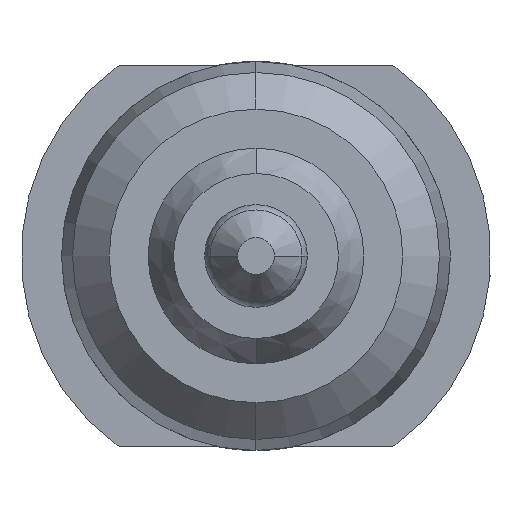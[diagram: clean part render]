
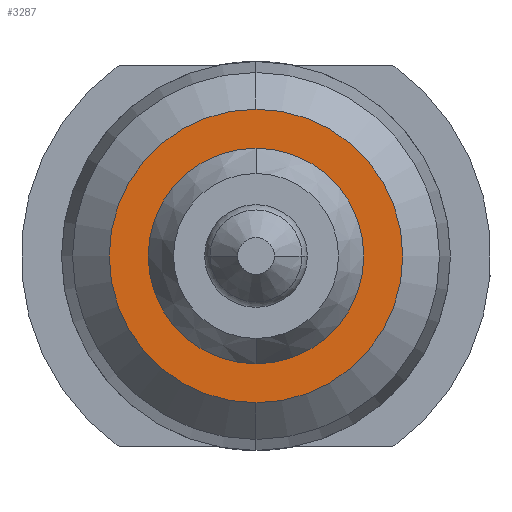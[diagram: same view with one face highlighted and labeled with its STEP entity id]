
A CAD part, front view. The second image highlights one B-rep face of the part: STEP entity #3287.
In plain terms, the highlighted planar face has unit normal (0, -1, 0).
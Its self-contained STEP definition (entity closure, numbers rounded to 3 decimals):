
#160 = DIRECTION ( 'NONE',  ( 0., 1., 0. ) ) ;
#267 = DIRECTION ( 'NONE',  ( 0., -1., 0. ) ) ;
#416 = EDGE_LOOP ( 'NONE', ( #2771, #2096 ) ) ;
#478 = CARTESIAN_POINT ( 'NONE',  ( 0., -28., 0. ) ) ;
#524 = AXIS2_PLACEMENT_3D ( 'NONE', #954, #267, #3664 ) ;
#533 = ORIENTED_EDGE ( 'NONE', *, *, #2059, .F. ) ;
#599 = EDGE_CURVE ( 'Defeature ausgef�hrt2_13+Defeature ausgef�hrt2_2+Defeature ausgef�hrt2_2+Defeature ausgef�hrt2_2', #2379, #2062, #1979, .T. ) ;
#674 = FACE_BOUND ( 'NONE', #416, .T. ) ;
#782 = AXIS2_PLACEMENT_3D ( 'NONE', #478, #160, #2528 ) ;
#820 = CIRCLE ( 'NONE', #4171, 0.735 ) ;
#954 = CARTESIAN_POINT ( 'NONE',  ( 0., -28., 0. ) ) ;
#1010 = DIRECTION ( 'NONE',  ( 0., 0., -1. ) ) ;
#1130 = CIRCLE ( 'NONE', #1378, 1. ) ;
#1306 = DIRECTION ( 'NONE',  ( 0., 1., 0. ) ) ;
#1373 = CIRCLE ( 'NONE', #524, 0.735 ) ;
#1378 = AXIS2_PLACEMENT_3D ( 'NONE', #3669, #1306, #1010 ) ;
#1624 = EDGE_CURVE ( 'Defeature ausgef�hrt2_24+Defeature ausgef�hrt2_2+Defeature ausgef�hrt2_2+Defeature ausgef�hrt2_2', #3670, #2364, #1373, .T. ) ;
#1668 = DIRECTION ( 'NONE',  ( -1., 0., 0. ) ) ;
#1696 = DIRECTION ( 'NONE',  ( 0., 0., -1. ) ) ;
#1712 = CARTESIAN_POINT ( 'NONE',  ( -1., -28., 0. ) ) ;
#1800 = EDGE_LOOP ( 'NONE', ( #4009, #533 ) ) ;
#1979 = CIRCLE ( 'NONE', #782, 1. ) ;
#2059 = EDGE_CURVE ( 'Defeature ausgef�hrt2_13+Defeature ausgef�hrt2_2+Defeature ausgef�hrt2_2+Defeature ausgef�hrt2_2', #2062, #2379, #1130, .T. ) ;
#2062 = VERTEX_POINT ( 'NONE', #2642 ) ;
#2096 = ORIENTED_EDGE ( 'NONE', *, *, #1624, .F. ) ;
#2224 = CARTESIAN_POINT ( 'NONE',  ( 0., -28., -1. ) ) ;
#2364 = VERTEX_POINT ( 'NONE', #2930 ) ;
#2379 = VERTEX_POINT ( 'NONE', #2224 ) ;
#2528 = DIRECTION ( 'NONE',  ( 0., 0., -1. ) ) ;
#2642 = CARTESIAN_POINT ( 'NONE',  ( 0., -28., 1. ) ) ;
#2752 = DIRECTION ( 'NONE',  ( 0., 1., 0. ) ) ;
#2771 = ORIENTED_EDGE ( 'NONE', *, *, #4145, .F. ) ;
#2811 = CARTESIAN_POINT ( 'NONE',  ( 0., -28., -0.735 ) ) ;
#2930 = CARTESIAN_POINT ( 'NONE',  ( 0., -28., 0.735 ) ) ;
#3125 = FACE_OUTER_BOUND ( 'NONE', #1800, .T. ) ;
#3285 = AXIS2_PLACEMENT_3D ( 'NONE', #1712, #2752, #1696 ) ;
#3287 = ADVANCED_FACE ( 'Defeature ausgef�hrt2_2', ( #674, #3125 ), #3712, .F. ) ;
#3372 = DIRECTION ( 'NONE',  ( 0., -1., 0. ) ) ;
#3664 = DIRECTION ( 'NONE',  ( -1., 0., 0. ) ) ;
#3669 = CARTESIAN_POINT ( 'NONE',  ( 0., -28., 0. ) ) ;
#3670 = VERTEX_POINT ( 'NONE', #2811 ) ;
#3712 = PLANE ( 'NONE',  #3285 ) ;
#4009 = ORIENTED_EDGE ( 'NONE', *, *, #599, .F. ) ;
#4145 = EDGE_CURVE ( 'Defeature ausgef�hrt2_24+Defeature ausgef�hrt2_2+Defeature ausgef�hrt2_2+Defeature ausgef�hrt2_2', #2364, #3670, #820, .T. ) ;
#4171 = AXIS2_PLACEMENT_3D ( 'NONE', #4408, #3372, #1668 ) ;
#4408 = CARTESIAN_POINT ( 'NONE',  ( 0., -28., 0. ) ) ;
